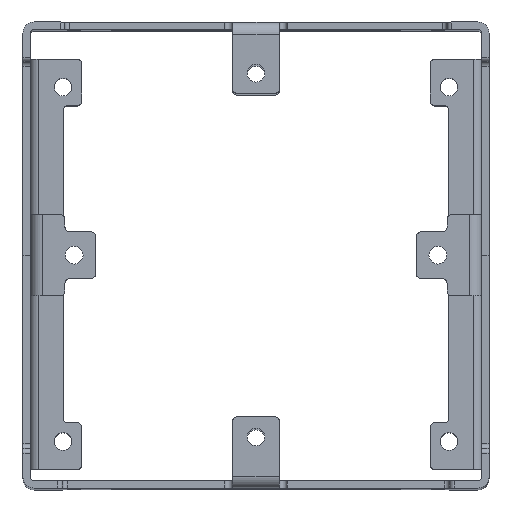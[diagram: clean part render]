
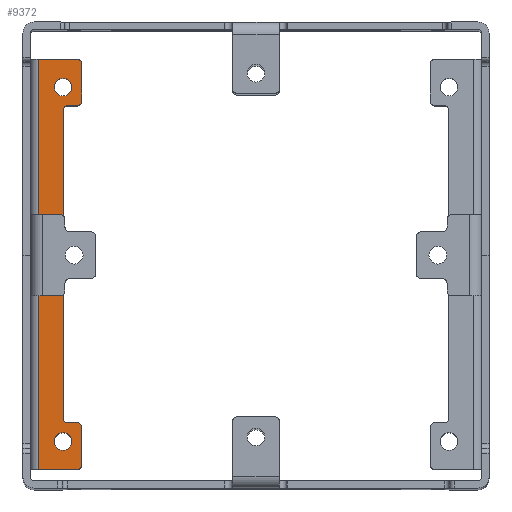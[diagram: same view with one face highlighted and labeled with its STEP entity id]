
A CAD part, top view. The second image highlights one B-rep face of the part: STEP entity #9372.
In plain terms, the highlighted face is planar.
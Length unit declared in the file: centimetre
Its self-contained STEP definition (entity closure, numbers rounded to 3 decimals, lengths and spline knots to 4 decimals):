
#431=FACE_BOUND('',#1843,.T.);
#432=FACE_BOUND('',#1844,.T.);
#594=PLANE('',#10409);
#1029=FACE_OUTER_BOUND('',#1842,.T.);
#1842=EDGE_LOOP('',(#8575,#8576,#8577,#8578,#8579,#8580,#8581,#8582,#8583,
#8584,#8585,#8586,#8587,#8588));
#1843=EDGE_LOOP('',(#8589));
#1844=EDGE_LOOP('',(#8590));
#2577=LINE('',#15737,#3321);
#2582=LINE('',#15752,#3326);
#2585=LINE('',#15758,#3329);
#2586=LINE('',#15760,#3330);
#2587=LINE('',#15762,#3331);
#2588=LINE('',#15766,#3332);
#2589=LINE('',#15770,#3333);
#2590=LINE('',#15773,#3334);
#3321=VECTOR('',#13100,1.);
#3326=VECTOR('',#13113,1.);
#3329=VECTOR('',#13118,1.);
#3330=VECTOR('',#13119,1.);
#3331=VECTOR('',#13120,1.);
#3332=VECTOR('',#13123,1.);
#3333=VECTOR('',#13126,1.);
#3334=VECTOR('',#13129,1.);
#3884=CIRCLE('',#10402,0.1);
#3886=CIRCLE('',#10406,0.1);
#3888=CIRCLE('',#10410,0.1);
#3889=CIRCLE('',#10411,0.1);
#3890=CIRCLE('',#10412,0.1);
#3891=CIRCLE('',#10413,0.1);
#3892=CIRCLE('',#10414,0.1905);
#3893=CIRCLE('',#10415,0.1905);
#4738=VERTEX_POINT('',#15727);
#4739=VERTEX_POINT('',#15728);
#4742=VERTEX_POINT('',#15736);
#4744=VERTEX_POINT('',#15742);
#4745=VERTEX_POINT('',#15743);
#4748=VERTEX_POINT('',#15751);
#4750=VERTEX_POINT('',#15757);
#4751=VERTEX_POINT('',#15759);
#4752=VERTEX_POINT('',#15761);
#4753=VERTEX_POINT('',#15763);
#4754=VERTEX_POINT('',#15765);
#4755=VERTEX_POINT('',#15767);
#4756=VERTEX_POINT('',#15769);
#4757=VERTEX_POINT('',#15772);
#4758=VERTEX_POINT('',#15775);
#4759=VERTEX_POINT('',#15777);
#6019=EDGE_CURVE('',#4738,#4739,#3884,.T.);
#6023=EDGE_CURVE('',#4742,#4739,#2577,.T.);
#6026=EDGE_CURVE('',#4744,#4745,#3886,.T.);
#6030=EDGE_CURVE('',#4748,#4745,#2582,.T.);
#6033=EDGE_CURVE('',#4744,#4750,#2585,.T.);
#6034=EDGE_CURVE('',#4750,#4751,#2586,.T.);
#6035=EDGE_CURVE('',#4751,#4752,#2587,.T.);
#6036=EDGE_CURVE('',#4753,#4752,#3888,.T.);
#6037=EDGE_CURVE('',#4753,#4754,#2588,.T.);
#6038=EDGE_CURVE('',#4755,#4754,#3889,.T.);
#6039=EDGE_CURVE('',#4755,#4756,#2589,.T.);
#6040=EDGE_CURVE('',#4742,#4756,#3890,.T.);
#6041=EDGE_CURVE('',#4738,#4757,#2590,.T.);
#6042=EDGE_CURVE('',#4748,#4757,#3891,.T.);
#6043=EDGE_CURVE('',#4758,#4758,#3892,.T.);
#6044=EDGE_CURVE('',#4759,#4759,#3893,.T.);
#8575=ORIENTED_EDGE('',*,*,#6026,.F.);
#8576=ORIENTED_EDGE('',*,*,#6033,.T.);
#8577=ORIENTED_EDGE('',*,*,#6034,.T.);
#8578=ORIENTED_EDGE('',*,*,#6035,.T.);
#8579=ORIENTED_EDGE('',*,*,#6036,.F.);
#8580=ORIENTED_EDGE('',*,*,#6037,.T.);
#8581=ORIENTED_EDGE('',*,*,#6038,.F.);
#8582=ORIENTED_EDGE('',*,*,#6039,.T.);
#8583=ORIENTED_EDGE('',*,*,#6040,.F.);
#8584=ORIENTED_EDGE('',*,*,#6023,.T.);
#8585=ORIENTED_EDGE('',*,*,#6019,.F.);
#8586=ORIENTED_EDGE('',*,*,#6041,.T.);
#8587=ORIENTED_EDGE('',*,*,#6042,.F.);
#8588=ORIENTED_EDGE('',*,*,#6030,.T.);
#8589=ORIENTED_EDGE('',*,*,#6043,.T.);
#8590=ORIENTED_EDGE('',*,*,#6044,.T.);
#9372=ADVANCED_FACE('',(#1029,#431,#432),#594,.T.);
#10402=AXIS2_PLACEMENT_3D('',#15729,#13092,#13093);
#10406=AXIS2_PLACEMENT_3D('',#15744,#13105,#13106);
#10409=AXIS2_PLACEMENT_3D('',#15756,#13116,#13117);
#10410=AXIS2_PLACEMENT_3D('',#15764,#13121,#13122);
#10411=AXIS2_PLACEMENT_3D('',#15768,#13124,#13125);
#10412=AXIS2_PLACEMENT_3D('',#15771,#13127,#13128);
#10413=AXIS2_PLACEMENT_3D('',#15774,#13130,#13131);
#10414=AXIS2_PLACEMENT_3D('',#15776,#13132,#13133);
#10415=AXIS2_PLACEMENT_3D('',#15778,#13134,#13135);
#13092=DIRECTION('center_axis',(1.,0.,0.));
#13093=DIRECTION('ref_axis',(0.,0.707,0.707));
#13100=DIRECTION('',(0.,1.,0.));
#13105=DIRECTION('center_axis',(-1.,0.,0.));
#13106=DIRECTION('ref_axis',(0.,0.707,-0.707));
#13113=DIRECTION('',(0.,1.,0.));
#13116=DIRECTION('center_axis',(1.,0.,0.));
#13117=DIRECTION('ref_axis',(0.,0.,-1.));
#13118=DIRECTION('',(0.,0.,1.));
#13119=DIRECTION('',(0.,-1.,0.));
#13120=DIRECTION('',(0.,0.,-1.));
#13121=DIRECTION('center_axis',(-1.,0.,0.));
#13122=DIRECTION('ref_axis',(0.,-0.707,-0.707));
#13123=DIRECTION('',(0.,1.,0.));
#13124=DIRECTION('center_axis',(-1.,0.,0.));
#13125=DIRECTION('ref_axis',(0.,0.707,-0.707));
#13126=DIRECTION('',(0.,0.,1.));
#13127=DIRECTION('center_axis',(1.,0.,0.));
#13128=DIRECTION('ref_axis',(0.,-0.707,0.707));
#13129=DIRECTION('',(0.,0.,-1.));
#13130=DIRECTION('center_axis',(-1.,0.,0.));
#13131=DIRECTION('ref_axis',(0.,-0.707,-0.707));
#13132=DIRECTION('center_axis',(-1.,0.,0.));
#13133=DIRECTION('ref_axis',(0.,1.,0.));
#13134=DIRECTION('center_axis',(-1.,0.,0.));
#13135=DIRECTION('ref_axis',(0.,1.,0.));
#15727=CARTESIAN_POINT('',(0.1,7.8,0.3));
#15728=CARTESIAN_POINT('',(0.1,7.7,0.4));
#15729=CARTESIAN_POINT('Origin',(0.1,7.7,0.3));
#15736=CARTESIAN_POINT('',(0.1,1.1,0.4));
#15737=CARTESIAN_POINT('',(0.1,2.7,0.4));
#15742=CARTESIAN_POINT('',(0.1,8.8,0.1));
#15743=CARTESIAN_POINT('',(0.1,8.7,0.));
#15744=CARTESIAN_POINT('Origin',(0.1,8.7,0.1));
#15751=CARTESIAN_POINT('',(0.1,7.9,0.));
#15752=CARTESIAN_POINT('',(0.1,0.,0.));
#15756=CARTESIAN_POINT('Origin',(0.1,4.4,0.4632));
#15757=CARTESIAN_POINT('',(0.1,8.8,0.9263));
#15758=CARTESIAN_POINT('',(0.1,8.8,0.));
#15759=CARTESIAN_POINT('',(0.1,0.,0.9263));
#15760=CARTESIAN_POINT('',(0.1,8.8,0.9263));
#15761=CARTESIAN_POINT('',(0.1,0.,0.1));
#15762=CARTESIAN_POINT('',(0.1,0.,0.9263));
#15763=CARTESIAN_POINT('',(0.1,0.1,0.));
#15764=CARTESIAN_POINT('Origin',(0.1,0.1,0.1));
#15765=CARTESIAN_POINT('',(0.1,0.9,0.));
#15766=CARTESIAN_POINT('',(0.1,0.,0.));
#15767=CARTESIAN_POINT('',(0.1,1.,0.1));
#15768=CARTESIAN_POINT('Origin',(0.1,0.9,0.1));
#15769=CARTESIAN_POINT('',(0.1,1.,0.3));
#15770=CARTESIAN_POINT('',(0.1,1.,0.2316));
#15771=CARTESIAN_POINT('Origin',(0.1,1.1,0.3));
#15772=CARTESIAN_POINT('',(0.1,7.8,0.1));
#15773=CARTESIAN_POINT('',(0.1,7.8,0.4316));
#15774=CARTESIAN_POINT('Origin',(0.1,7.9,0.1));
#15775=CARTESIAN_POINT('',(0.1,0.4095,0.4));
#15776=CARTESIAN_POINT('Origin',(0.1,0.6,0.4));
#15777=CARTESIAN_POINT('',(0.1,8.0095,0.4));
#15778=CARTESIAN_POINT('Origin',(0.1,8.2,0.4));
